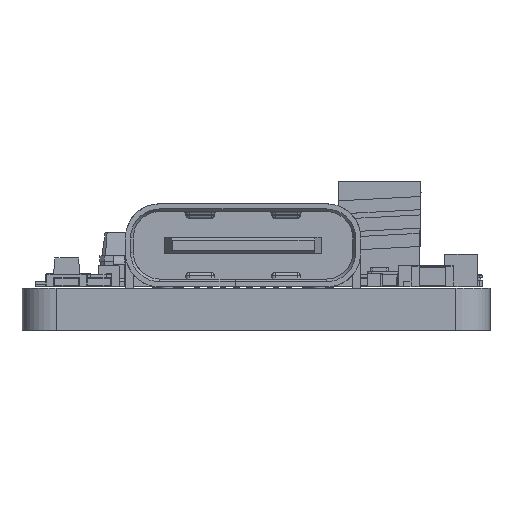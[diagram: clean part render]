
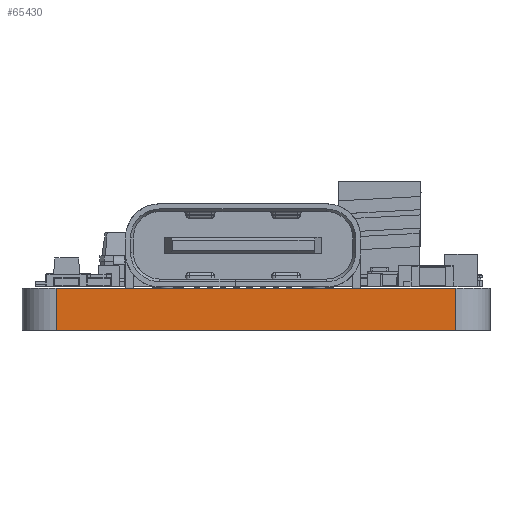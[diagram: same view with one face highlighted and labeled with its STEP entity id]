
A CAD part, left-side view. The second image highlights one B-rep face of the part: STEP entity #65430.
In plain terms, the highlighted planar face has unit normal (-1, 0, 0).
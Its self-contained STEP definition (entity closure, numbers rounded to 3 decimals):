
#63812 = VERTEX_POINT('',#63813);
#63813 = CARTESIAN_POINT('',(100.,-107.6,0.));
#63820 = EDGE_CURVE('',#63812,#63821,#63823,.T.);
#63821 = VERTEX_POINT('',#63822);
#63822 = CARTESIAN_POINT('',(100.,-92.4,0.));
#63823 = LINE('',#63824,#63825);
#63824 = CARTESIAN_POINT('',(100.,-107.6,0.));
#63825 = VECTOR('',#63826,1.);
#63826 = DIRECTION('',(0.,1.,0.));
#64569 = VERTEX_POINT('',#64570);
#64570 = CARTESIAN_POINT('',(100.,-107.6,1.6));
#64577 = EDGE_CURVE('',#64569,#64578,#64580,.T.);
#64578 = VERTEX_POINT('',#64579);
#64579 = CARTESIAN_POINT('',(100.,-92.4,1.6));
#64580 = LINE('',#64581,#64582);
#64581 = CARTESIAN_POINT('',(100.,-107.6,1.6));
#64582 = VECTOR('',#64583,1.);
#64583 = DIRECTION('',(0.,1.,0.));
#65417 = EDGE_CURVE('',#63821,#64578,#65418,.T.);
#65418 = LINE('',#65419,#65420);
#65419 = CARTESIAN_POINT('',(100.,-92.4,0.));
#65420 = VECTOR('',#65421,1.);
#65421 = DIRECTION('',(0.,0.,1.));
#65430 = ADVANCED_FACE('',(#65431),#65442,.T.);
#65431 = FACE_BOUND('',#65432,.T.);
#65432 = EDGE_LOOP('',(#65433,#65439,#65440,#65441));
#65433 = ORIENTED_EDGE('',*,*,#65434,.T.);
#65434 = EDGE_CURVE('',#63812,#64569,#65435,.T.);
#65435 = LINE('',#65436,#65437);
#65436 = CARTESIAN_POINT('',(100.,-107.6,0.));
#65437 = VECTOR('',#65438,1.);
#65438 = DIRECTION('',(0.,0.,1.));
#65439 = ORIENTED_EDGE('',*,*,#64577,.T.);
#65440 = ORIENTED_EDGE('',*,*,#65417,.F.);
#65441 = ORIENTED_EDGE('',*,*,#63820,.F.);
#65442 = PLANE('',#65443);
#65443 = AXIS2_PLACEMENT_3D('',#65444,#65445,#65446);
#65444 = CARTESIAN_POINT('',(100.,-107.6,0.));
#65445 = DIRECTION('',(-1.,0.,0.));
#65446 = DIRECTION('',(0.,1.,0.));
